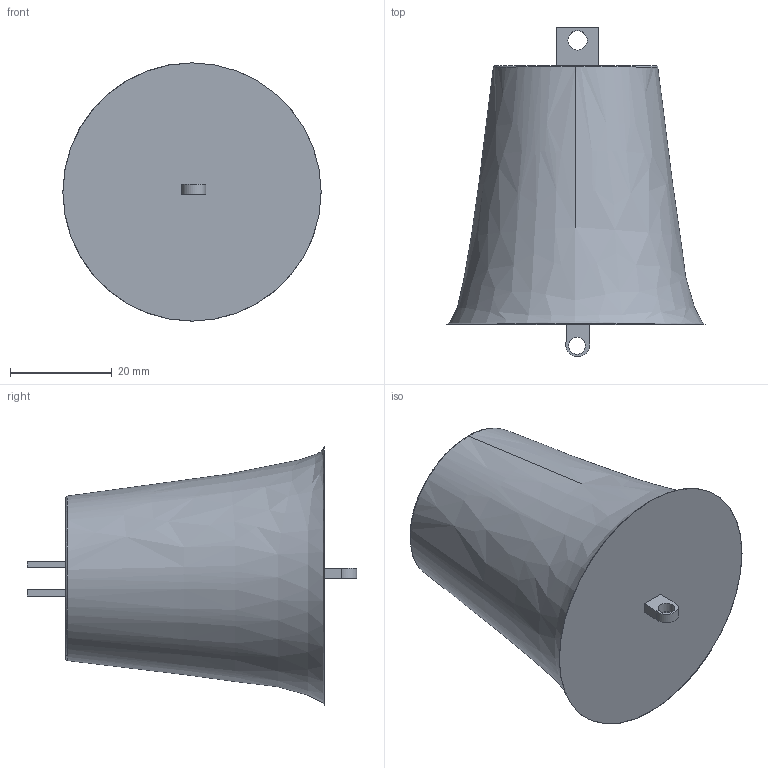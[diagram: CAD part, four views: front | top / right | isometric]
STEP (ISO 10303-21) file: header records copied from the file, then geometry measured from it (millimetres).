
FILE_DESCRIPTION(/* description */ ('STEP AP242','CAx-IF Rec.Pracs.---Representation and Presentation of Product Manufacturing Information (PMI)---4.0---2014-10-13','CAx-IF Rec.Pracs.---3D Tessellated Geometry---0.4---2014-09-14','2;1'),/* implementation_level */ '2;1');
FILE_NAME(/* name */ '6881938c5ca71d6e4310e5b5',/* time_stamp */ '2025-07-24T01:59:41Z',/* author */ (''),/* organization */ (''),/* preprocessor_version */ 'ST-DEVELOPER v20',/* originating_system */ 'ONSHAPE BY PTC INC, 1.201',/* authorisation */ ' ');
FILE_SCHEMA (('AP242_MANAGED_MODEL_BASED_3D_ENGINEERING_MIM_LF { 1 0 10303 442 1 1 4 }'));
Length unit declared in the file: metre
Products named in the file (1): Part 1
Bounding box: 50.8 x 64.84 x 50.8 mm (x, y, z)
Volume: 62651.3 mm3; surface area: 9656.3 mm2
Topology: 1 solids, 1 shells, 23 faces, 55 edges, 37 vertices
Faces by surface type: plane 16, cylinder 5, bspline 2
Full cylindrical faces by diameter (mm): 3.302 x1, 3.81 x2, 50.8 x1
Entity records: 961 total; most frequent: CARTESIAN_POINT 432, DIRECTION 98, ORIENTED_EDGE 92, EDGE_CURVE 46, EDGE_LOOP 38, FACE_BOUND 38, VERTEX_POINT 34, LINE 34
